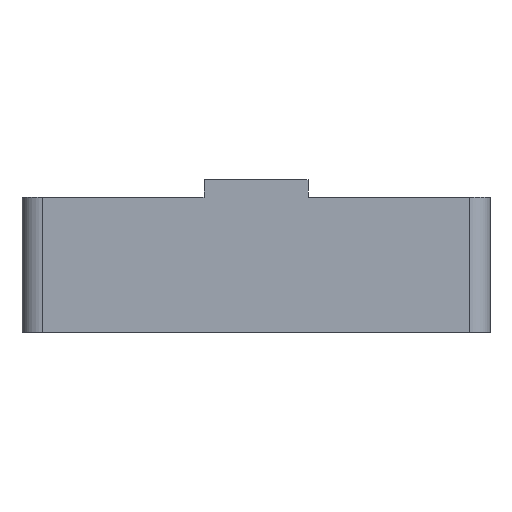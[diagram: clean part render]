
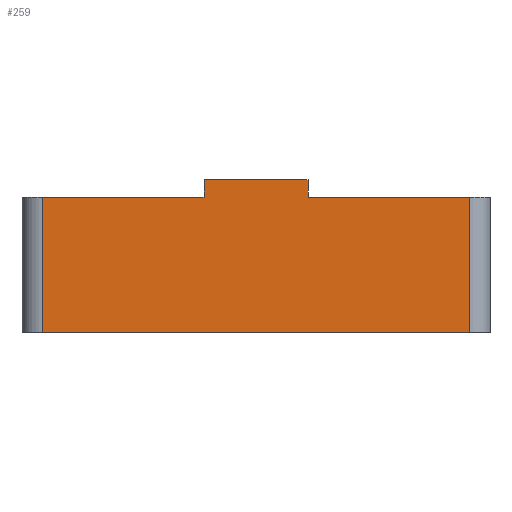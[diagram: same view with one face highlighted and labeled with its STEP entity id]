
A CAD part, left-side view. The second image highlights one B-rep face of the part: STEP entity #259.
In plain terms, the highlighted planar face has unit normal (-1, 0, 0).
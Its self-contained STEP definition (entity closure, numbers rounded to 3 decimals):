
#14 = LINE ( 'NONE', #501, #1097 ) ;
#27 = VECTOR ( 'NONE', #718, 1000. ) ;
#48 = DIRECTION ( 'NONE',  ( 0., 0., -1. ) ) ;
#50 = CARTESIAN_POINT ( 'NONE',  ( -22.5, 5., 13. ) ) ;
#61 = ORIENTED_EDGE ( 'NONE', *, *, #833, .F. ) ;
#76 = ORIENTED_EDGE ( 'NONE', *, *, #345, .F. ) ;
#174 = CARTESIAN_POINT ( 'NONE',  ( -22.5, -5., 13. ) ) ;
#187 = VECTOR ( 'NONE', #492, 1000. ) ;
#194 = EDGE_CURVE ( 'NONE', #884, #203, #737, .T. ) ;
#202 = LINE ( 'NONE', #817, #27 ) ;
#203 = VERTEX_POINT ( 'NONE', #50 ) ;
#252 = VECTOR ( 'NONE', #337, 1000. ) ;
#254 = DIRECTION ( 'NONE',  ( 0., -1., 0. ) ) ;
#256 = VERTEX_POINT ( 'NONE', #1213 ) ;
#259 = ADVANCED_FACE ( 'NONE', ( #346 ), #765, .F. ) ;
#269 = ORIENTED_EDGE ( 'NONE', *, *, #962, .T. ) ;
#273 = LINE ( 'NONE', #756, #187 ) ;
#274 = DIRECTION ( 'NONE',  ( 0., 0., 1. ) ) ;
#337 = DIRECTION ( 'NONE',  ( 0., -1., 0. ) ) ;
#345 = EDGE_CURVE ( 'NONE', #364, #582, #273, .T. ) ;
#346 = FACE_OUTER_BOUND ( 'NONE', #447, .T. ) ;
#364 = VERTEX_POINT ( 'NONE', #415 ) ;
#375 = LINE ( 'NONE', #565, #1134 ) ;
#399 = DIRECTION ( 'NONE',  ( 0., -1., 0. ) ) ;
#415 = CARTESIAN_POINT ( 'NONE',  ( -22.5, -20.5, 13. ) ) ;
#433 = CARTESIAN_POINT ( 'NONE',  ( -22.5, 0., 0. ) ) ;
#447 = EDGE_LOOP ( 'NONE', ( #76, #61, #903, #1022, #732, #1104, #973, #269 ) ) ;
#459 = DIRECTION ( 'NONE',  ( 1., 0., 0. ) ) ;
#492 = DIRECTION ( 'NONE',  ( 0., 0., -1. ) ) ;
#501 = CARTESIAN_POINT ( 'NONE',  ( -22.5, 22.5, 14.7 ) ) ;
#506 = CARTESIAN_POINT ( 'NONE',  ( -22.5, 5., 14.7 ) ) ;
#565 = CARTESIAN_POINT ( 'NONE',  ( -22.5, 20.5, 13. ) ) ;
#571 = AXIS2_PLACEMENT_3D ( 'NONE', #1154, #459, #580 ) ;
#580 = DIRECTION ( 'NONE',  ( 0., 0., -1. ) ) ;
#582 = VERTEX_POINT ( 'NONE', #757 ) ;
#612 = VECTOR ( 'NONE', #254, 1000. ) ;
#622 = LINE ( 'NONE', #633, #856 ) ;
#633 = CARTESIAN_POINT ( 'NONE',  ( -22.5, 5., 14.7 ) ) ;
#693 = EDGE_CURVE ( 'NONE', #256, #884, #375, .T. ) ;
#711 = EDGE_CURVE ( 'NONE', #813, #1241, #14, .T. ) ;
#718 = DIRECTION ( 'NONE',  ( 0., -1., 0. ) ) ;
#732 = ORIENTED_EDGE ( 'NONE', *, *, #942, .T. ) ;
#737 = LINE ( 'NONE', #1114, #612 ) ;
#756 = CARTESIAN_POINT ( 'NONE',  ( -22.5, -20.5, 13. ) ) ;
#757 = CARTESIAN_POINT ( 'NONE',  ( -22.5, -20.5, 0. ) ) ;
#765 = PLANE ( 'NONE',  #571 ) ;
#800 = EDGE_CURVE ( 'NONE', #1068, #1241, #1163, .T. ) ;
#813 = VERTEX_POINT ( 'NONE', #506 ) ;
#817 = CARTESIAN_POINT ( 'NONE',  ( -22.5, 22.5, 13. ) ) ;
#833 = EDGE_CURVE ( 'NONE', #1068, #364, #202, .T. ) ;
#856 = VECTOR ( 'NONE', #48, 1000. ) ;
#884 = VERTEX_POINT ( 'NONE', #1004 ) ;
#903 = ORIENTED_EDGE ( 'NONE', *, *, #800, .T. ) ;
#942 = EDGE_CURVE ( 'NONE', #813, #203, #622, .T. ) ;
#962 = EDGE_CURVE ( 'NONE', #256, #582, #993, .T. ) ;
#973 = ORIENTED_EDGE ( 'NONE', *, *, #693, .F. ) ;
#981 = CARTESIAN_POINT ( 'NONE',  ( -22.5, -5., 14.7 ) ) ;
#993 = LINE ( 'NONE', #433, #252 ) ;
#1004 = CARTESIAN_POINT ( 'NONE',  ( -22.5, 20.5, 13. ) ) ;
#1022 = ORIENTED_EDGE ( 'NONE', *, *, #711, .F. ) ;
#1059 = VECTOR ( 'NONE', #1085, 1000. ) ;
#1068 = VERTEX_POINT ( 'NONE', #174 ) ;
#1085 = DIRECTION ( 'NONE',  ( 0., 0., 1. ) ) ;
#1097 = VECTOR ( 'NONE', #399, 1000. ) ;
#1104 = ORIENTED_EDGE ( 'NONE', *, *, #194, .F. ) ;
#1114 = CARTESIAN_POINT ( 'NONE',  ( -22.5, 22.5, 13. ) ) ;
#1134 = VECTOR ( 'NONE', #274, 1000. ) ;
#1154 = CARTESIAN_POINT ( 'NONE',  ( -22.5, 22.5, 13. ) ) ;
#1163 = LINE ( 'NONE', #981, #1059 ) ;
#1176 = CARTESIAN_POINT ( 'NONE',  ( -22.5, -5., 14.7 ) ) ;
#1213 = CARTESIAN_POINT ( 'NONE',  ( -22.5, 20.5, 0. ) ) ;
#1241 = VERTEX_POINT ( 'NONE', #1176 ) ;
